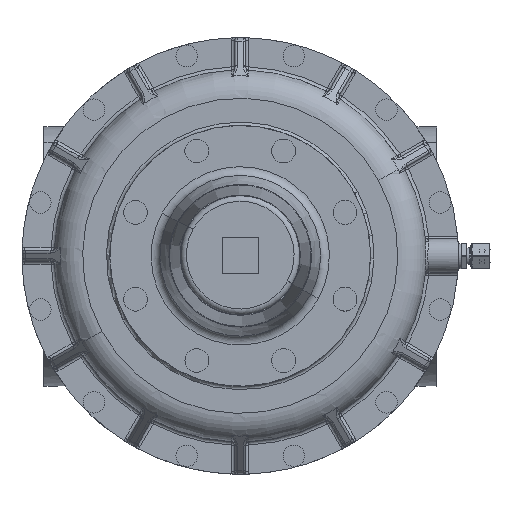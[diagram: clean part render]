
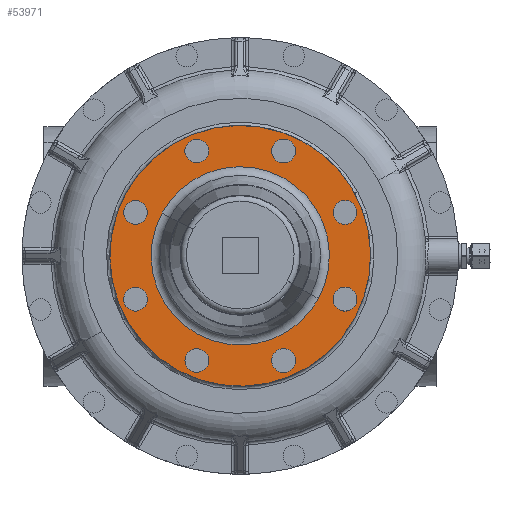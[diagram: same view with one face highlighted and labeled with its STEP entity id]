
A CAD part, top view. The second image highlights one B-rep face of the part: STEP entity #53971.
In plain terms, the highlighted planar face has unit normal (0, 0, 1).
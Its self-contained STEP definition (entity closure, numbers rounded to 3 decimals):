
#53600=CARTESIAN_POINT('Vertex',(100.922,-55.134,330.775)) ;
#53603=CARTESIAN_POINT('Axis2P3D Location',(0.,0.,330.775)) ;
#53607=CARTESIAN_POINT('Vertex',(-100.922,55.134,330.775)) ;
#53623=CARTESIAN_POINT('Axis2P3D Location',(0.,0.,330.775)) ;
#53800=CARTESIAN_POINT('Axis2P3D Location',(-78.639,0.,330.775)) ;
#53809=CARTESIAN_POINT('Axis2P3D Location',(92.388,-38.268,330.775)) ;
#53813=CARTESIAN_POINT('Vertex',(102.888,-38.268,330.775)) ;
#53815=CARTESIAN_POINT('Vertex',(81.888,-38.268,330.775)) ;
#53818=CARTESIAN_POINT('Axis2P3D Location',(92.388,-38.268,330.775)) ;
#53827=CARTESIAN_POINT('Axis2P3D Location',(0.,0.,330.775)) ;
#53831=CARTESIAN_POINT('Vertex',(69.012,-37.701,330.775)) ;
#53833=CARTESIAN_POINT('Vertex',(-69.012,37.701,330.775)) ;
#53836=CARTESIAN_POINT('Axis2P3D Location',(0.,0.,330.775)) ;
#53845=CARTESIAN_POINT('Axis2P3D Location',(38.268,-92.388,330.775)) ;
#53849=CARTESIAN_POINT('Vertex',(30.844,-84.963,330.775)) ;
#53851=CARTESIAN_POINT('Vertex',(45.693,-99.813,330.775)) ;
#53854=CARTESIAN_POINT('Axis2P3D Location',(38.268,-92.388,330.775)) ;
#53863=CARTESIAN_POINT('Axis2P3D Location',(-38.268,-92.388,330.775)) ;
#53867=CARTESIAN_POINT('Vertex',(-38.268,-81.888,330.775)) ;
#53869=CARTESIAN_POINT('Vertex',(-38.268,-102.888,330.775)) ;
#53872=CARTESIAN_POINT('Axis2P3D Location',(-38.268,-92.388,330.775)) ;
#53881=CARTESIAN_POINT('Axis2P3D Location',(-92.388,-38.268,330.775)) ;
#53885=CARTESIAN_POINT('Vertex',(-84.963,-30.844,330.775)) ;
#53887=CARTESIAN_POINT('Vertex',(-99.813,-45.693,330.775)) ;
#53890=CARTESIAN_POINT('Axis2P3D Location',(-92.388,-38.268,330.775)) ;
#53899=CARTESIAN_POINT('Axis2P3D Location',(-92.388,38.268,330.775)) ;
#53903=CARTESIAN_POINT('Vertex',(-81.888,38.268,330.775)) ;
#53905=CARTESIAN_POINT('Vertex',(-102.888,38.268,330.775)) ;
#53908=CARTESIAN_POINT('Axis2P3D Location',(-92.388,38.268,330.775)) ;
#53917=CARTESIAN_POINT('Axis2P3D Location',(-38.268,92.388,330.775)) ;
#53921=CARTESIAN_POINT('Vertex',(-30.844,84.963,330.775)) ;
#53923=CARTESIAN_POINT('Vertex',(-45.693,99.813,330.775)) ;
#53926=CARTESIAN_POINT('Axis2P3D Location',(-38.268,92.388,330.775)) ;
#53935=CARTESIAN_POINT('Axis2P3D Location',(38.268,92.388,330.775)) ;
#53939=CARTESIAN_POINT('Vertex',(38.268,81.888,330.775)) ;
#53941=CARTESIAN_POINT('Vertex',(38.268,102.888,330.775)) ;
#53944=CARTESIAN_POINT('Axis2P3D Location',(38.268,92.388,330.775)) ;
#53953=CARTESIAN_POINT('Axis2P3D Location',(92.388,38.268,330.775)) ;
#53957=CARTESIAN_POINT('Vertex',(84.963,30.844,330.775)) ;
#53959=CARTESIAN_POINT('Vertex',(99.813,45.693,330.775)) ;
#53962=CARTESIAN_POINT('Axis2P3D Location',(92.388,38.268,330.775)) ;
#53604=DIRECTION('Axis2P3D Direction',(0.,0.,-1.)) ;
#53624=DIRECTION('Axis2P3D Direction',(0.,0.,-1.)) ;
#53801=DIRECTION('Axis2P3D Direction',(0.,0.,-1.)) ;
#53802=DIRECTION('Axis2P3D XDirection',(0.,1.,0.)) ;
#53810=DIRECTION('Axis2P3D Direction',(0.,0.,-1.)) ;
#53819=DIRECTION('Axis2P3D Direction',(0.,0.,-1.)) ;
#53828=DIRECTION('Axis2P3D Direction',(0.,0.,-1.)) ;
#53837=DIRECTION('Axis2P3D Direction',(0.,0.,-1.)) ;
#53846=DIRECTION('Axis2P3D Direction',(0.,0.,-1.)) ;
#53855=DIRECTION('Axis2P3D Direction',(0.,0.,-1.)) ;
#53864=DIRECTION('Axis2P3D Direction',(0.,0.,-1.)) ;
#53873=DIRECTION('Axis2P3D Direction',(0.,0.,-1.)) ;
#53882=DIRECTION('Axis2P3D Direction',(0.,0.,-1.)) ;
#53891=DIRECTION('Axis2P3D Direction',(0.,0.,-1.)) ;
#53900=DIRECTION('Axis2P3D Direction',(0.,0.,-1.)) ;
#53909=DIRECTION('Axis2P3D Direction',(0.,0.,-1.)) ;
#53918=DIRECTION('Axis2P3D Direction',(0.,0.,-1.)) ;
#53927=DIRECTION('Axis2P3D Direction',(0.,0.,-1.)) ;
#53936=DIRECTION('Axis2P3D Direction',(0.,0.,-1.)) ;
#53945=DIRECTION('Axis2P3D Direction',(0.,0.,-1.)) ;
#53954=DIRECTION('Axis2P3D Direction',(0.,0.,-1.)) ;
#53963=DIRECTION('Axis2P3D Direction',(0.,0.,-1.)) ;
#53605=AXIS2_PLACEMENT_3D('Circle Axis2P3D',#53603,#53604,$) ;
#53625=AXIS2_PLACEMENT_3D('Circle Axis2P3D',#53623,#53624,$) ;
#53803=AXIS2_PLACEMENT_3D('Plane Axis2P3D',#53800,#53801,#53802) ;
#53811=AXIS2_PLACEMENT_3D('Circle Axis2P3D',#53809,#53810,$) ;
#53820=AXIS2_PLACEMENT_3D('Circle Axis2P3D',#53818,#53819,$) ;
#53829=AXIS2_PLACEMENT_3D('Circle Axis2P3D',#53827,#53828,$) ;
#53838=AXIS2_PLACEMENT_3D('Circle Axis2P3D',#53836,#53837,$) ;
#53847=AXIS2_PLACEMENT_3D('Circle Axis2P3D',#53845,#53846,$) ;
#53856=AXIS2_PLACEMENT_3D('Circle Axis2P3D',#53854,#53855,$) ;
#53865=AXIS2_PLACEMENT_3D('Circle Axis2P3D',#53863,#53864,$) ;
#53874=AXIS2_PLACEMENT_3D('Circle Axis2P3D',#53872,#53873,$) ;
#53883=AXIS2_PLACEMENT_3D('Circle Axis2P3D',#53881,#53882,$) ;
#53892=AXIS2_PLACEMENT_3D('Circle Axis2P3D',#53890,#53891,$) ;
#53901=AXIS2_PLACEMENT_3D('Circle Axis2P3D',#53899,#53900,$) ;
#53910=AXIS2_PLACEMENT_3D('Circle Axis2P3D',#53908,#53909,$) ;
#53919=AXIS2_PLACEMENT_3D('Circle Axis2P3D',#53917,#53918,$) ;
#53928=AXIS2_PLACEMENT_3D('Circle Axis2P3D',#53926,#53927,$) ;
#53937=AXIS2_PLACEMENT_3D('Circle Axis2P3D',#53935,#53936,$) ;
#53946=AXIS2_PLACEMENT_3D('Circle Axis2P3D',#53944,#53945,$) ;
#53955=AXIS2_PLACEMENT_3D('Circle Axis2P3D',#53953,#53954,$) ;
#53964=AXIS2_PLACEMENT_3D('Circle Axis2P3D',#53962,#53963,$) ;
#53806=ORIENTED_EDGE('',*,*,#53627,.F.) ;
#53807=ORIENTED_EDGE('',*,*,#53609,.F.) ;
#53824=ORIENTED_EDGE('',*,*,#53817,.T.) ;
#53825=ORIENTED_EDGE('',*,*,#53822,.T.) ;
#53842=ORIENTED_EDGE('',*,*,#53835,.T.) ;
#53843=ORIENTED_EDGE('',*,*,#53840,.T.) ;
#53860=ORIENTED_EDGE('',*,*,#53853,.T.) ;
#53861=ORIENTED_EDGE('',*,*,#53858,.T.) ;
#53878=ORIENTED_EDGE('',*,*,#53871,.T.) ;
#53879=ORIENTED_EDGE('',*,*,#53876,.T.) ;
#53896=ORIENTED_EDGE('',*,*,#53889,.T.) ;
#53897=ORIENTED_EDGE('',*,*,#53894,.T.) ;
#53914=ORIENTED_EDGE('',*,*,#53907,.T.) ;
#53915=ORIENTED_EDGE('',*,*,#53912,.T.) ;
#53932=ORIENTED_EDGE('',*,*,#53925,.T.) ;
#53933=ORIENTED_EDGE('',*,*,#53930,.T.) ;
#53950=ORIENTED_EDGE('',*,*,#53943,.T.) ;
#53951=ORIENTED_EDGE('',*,*,#53948,.T.) ;
#53968=ORIENTED_EDGE('',*,*,#53961,.T.) ;
#53969=ORIENTED_EDGE('',*,*,#53966,.T.) ;
#53826=FACE_BOUND('',#53823,.T.) ;
#53844=FACE_BOUND('',#53841,.T.) ;
#53862=FACE_BOUND('',#53859,.T.) ;
#53880=FACE_BOUND('',#53877,.T.) ;
#53898=FACE_BOUND('',#53895,.T.) ;
#53916=FACE_BOUND('',#53913,.T.) ;
#53934=FACE_BOUND('',#53931,.T.) ;
#53952=FACE_BOUND('',#53949,.T.) ;
#53970=FACE_BOUND('',#53967,.T.) ;
#53971=ADVANCED_FACE('Brep With Voids',(#53808,#53826,#53844,#53862,#53880,#53898,#53916,#53934,#53952,#53970),#53804,.F.) ;
#53606=CIRCLE('generated circle',#53605,115.) ;
#53626=CIRCLE('generated circle',#53625,115.) ;
#53812=CIRCLE('generated circle',#53811,10.5) ;
#53821=CIRCLE('generated circle',#53820,10.5) ;
#53830=CIRCLE('generated circle',#53829,78.639) ;
#53839=CIRCLE('generated circle',#53838,78.639) ;
#53848=CIRCLE('generated circle',#53847,10.5) ;
#53857=CIRCLE('generated circle',#53856,10.5) ;
#53866=CIRCLE('generated circle',#53865,10.5) ;
#53875=CIRCLE('generated circle',#53874,10.5) ;
#53884=CIRCLE('generated circle',#53883,10.5) ;
#53893=CIRCLE('generated circle',#53892,10.5) ;
#53902=CIRCLE('generated circle',#53901,10.5) ;
#53911=CIRCLE('generated circle',#53910,10.5) ;
#53920=CIRCLE('generated circle',#53919,10.5) ;
#53929=CIRCLE('generated circle',#53928,10.5) ;
#53938=CIRCLE('generated circle',#53937,10.5) ;
#53947=CIRCLE('generated circle',#53946,10.5) ;
#53956=CIRCLE('generated circle',#53955,10.5) ;
#53965=CIRCLE('generated circle',#53964,10.5) ;
#53609=EDGE_CURVE('',#53601,#53608,#53606,.T.) ;
#53627=EDGE_CURVE('',#53608,#53601,#53626,.T.) ;
#53817=EDGE_CURVE('',#53814,#53816,#53812,.T.) ;
#53822=EDGE_CURVE('',#53816,#53814,#53821,.T.) ;
#53835=EDGE_CURVE('',#53832,#53834,#53830,.T.) ;
#53840=EDGE_CURVE('',#53834,#53832,#53839,.T.) ;
#53853=EDGE_CURVE('',#53850,#53852,#53848,.T.) ;
#53858=EDGE_CURVE('',#53852,#53850,#53857,.T.) ;
#53871=EDGE_CURVE('',#53868,#53870,#53866,.T.) ;
#53876=EDGE_CURVE('',#53870,#53868,#53875,.T.) ;
#53889=EDGE_CURVE('',#53886,#53888,#53884,.T.) ;
#53894=EDGE_CURVE('',#53888,#53886,#53893,.T.) ;
#53907=EDGE_CURVE('',#53904,#53906,#53902,.T.) ;
#53912=EDGE_CURVE('',#53906,#53904,#53911,.T.) ;
#53925=EDGE_CURVE('',#53922,#53924,#53920,.T.) ;
#53930=EDGE_CURVE('',#53924,#53922,#53929,.T.) ;
#53943=EDGE_CURVE('',#53940,#53942,#53938,.T.) ;
#53948=EDGE_CURVE('',#53942,#53940,#53947,.T.) ;
#53961=EDGE_CURVE('',#53958,#53960,#53956,.T.) ;
#53966=EDGE_CURVE('',#53960,#53958,#53965,.T.) ;
#53805=EDGE_LOOP('',(#53806,#53807)) ;
#53823=EDGE_LOOP('',(#53824,#53825)) ;
#53841=EDGE_LOOP('',(#53842,#53843)) ;
#53859=EDGE_LOOP('',(#53860,#53861)) ;
#53877=EDGE_LOOP('',(#53878,#53879)) ;
#53895=EDGE_LOOP('',(#53896,#53897)) ;
#53913=EDGE_LOOP('',(#53914,#53915)) ;
#53931=EDGE_LOOP('',(#53932,#53933)) ;
#53949=EDGE_LOOP('',(#53950,#53951)) ;
#53967=EDGE_LOOP('',(#53968,#53969)) ;
#53808=FACE_OUTER_BOUND('',#53805,.T.) ;
#53804=PLANE('',#53803) ;
#53601=VERTEX_POINT('',#53600) ;
#53608=VERTEX_POINT('',#53607) ;
#53814=VERTEX_POINT('',#53813) ;
#53816=VERTEX_POINT('',#53815) ;
#53832=VERTEX_POINT('',#53831) ;
#53834=VERTEX_POINT('',#53833) ;
#53850=VERTEX_POINT('',#53849) ;
#53852=VERTEX_POINT('',#53851) ;
#53868=VERTEX_POINT('',#53867) ;
#53870=VERTEX_POINT('',#53869) ;
#53886=VERTEX_POINT('',#53885) ;
#53888=VERTEX_POINT('',#53887) ;
#53904=VERTEX_POINT('',#53903) ;
#53906=VERTEX_POINT('',#53905) ;
#53922=VERTEX_POINT('',#53921) ;
#53924=VERTEX_POINT('',#53923) ;
#53940=VERTEX_POINT('',#53939) ;
#53942=VERTEX_POINT('',#53941) ;
#53958=VERTEX_POINT('',#53957) ;
#53960=VERTEX_POINT('',#53959) ;
